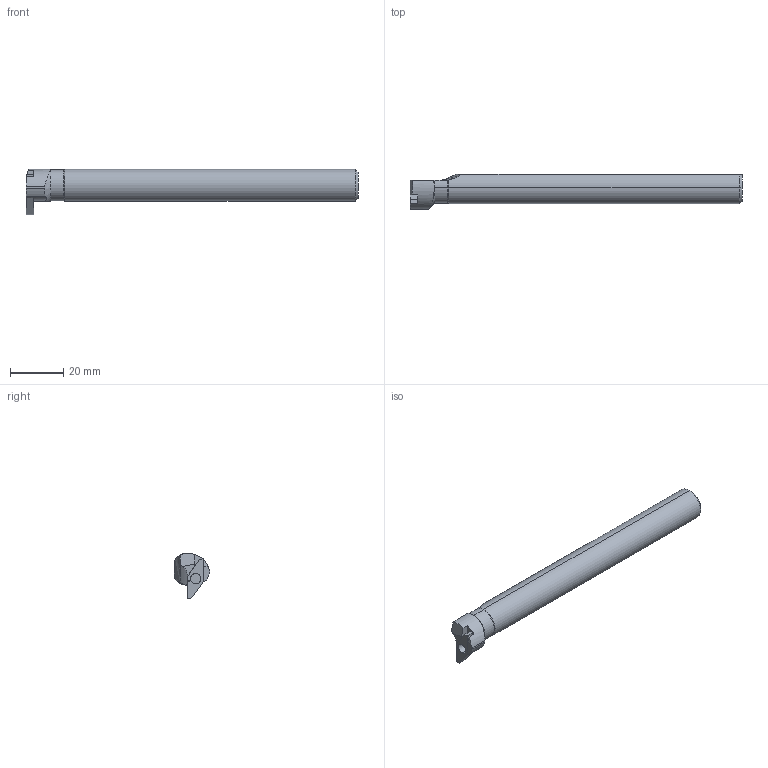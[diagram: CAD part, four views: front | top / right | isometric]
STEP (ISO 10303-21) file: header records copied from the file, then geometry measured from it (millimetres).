
FILE_DESCRIPTION (( 'STEP AP203' ), '1' );
FILE_NAME ('CUT-371-22.step', '2018-12-05T10:01:45', ( '' ), ( '' ), 'SwSTEP 2.0', 'SolidWorks 2018', '' );
FILE_SCHEMA (( 'CONFIG_CONTROL_DESIGN' ));
Length unit declared in the file: millimetre
Products named in the file (3): CUT-371_22; CUT-371_Platte_10006; CUT-371-22
Assembly tree (2 placements, depth 2):
  CUT-371-22
    CUT-371_22
    CUT-371_Platte_10006
Bounding box: 125 x 13.2 x 17 mm (x, y, z)
Volume: 13276.3 mm3; surface area: 5088 mm2
Topology: 2 solids, 2 shells, 61 faces, 159 edges, 103 vertices
Faces by surface type: plane 35, cylinder 15, cone 10, bspline 1
Entity records: 2277 total; most frequent: CARTESIAN_POINT 520, ORIENTED_EDGE 318, DIRECTION 287, EDGE_CURVE 159, VERTEX_POINT 103, LINE 99, VECTOR 99, AXIS2_PLACEMENT_3D 94
